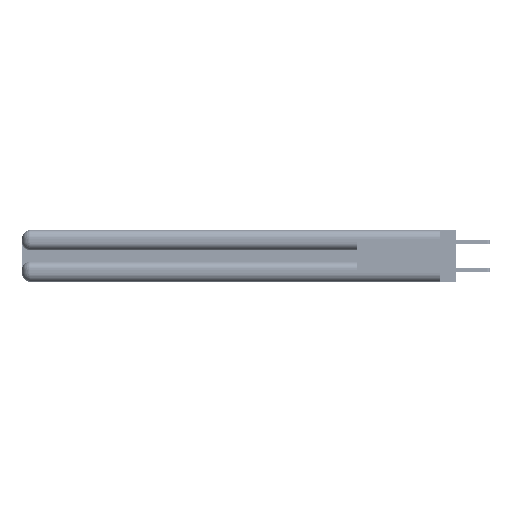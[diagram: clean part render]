
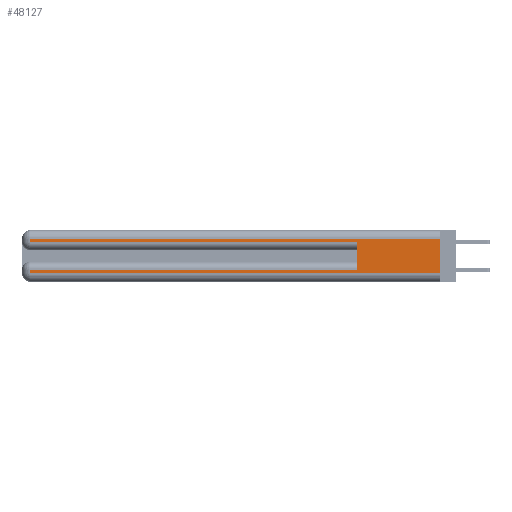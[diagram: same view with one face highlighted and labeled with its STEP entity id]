
A CAD part, left-side view. The second image highlights one B-rep face of the part: STEP entity #48127.
In plain terms, the highlighted planar face has unit normal (-1, 0, 0).
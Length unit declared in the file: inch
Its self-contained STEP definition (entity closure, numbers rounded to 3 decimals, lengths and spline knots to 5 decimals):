
#1359 = LINE ( 'NONE', #2588, #26627 ) ;
#1933 = EDGE_CURVE ( 'NONE', #33047, #11144, #23448, .T. ) ;
#2196 = ORIENTED_EDGE ( 'NONE', *, *, #13200, .T. ) ;
#2588 = CARTESIAN_POINT ( 'NONE',  ( 0., 0., 0.06 ) ) ;
#3076 = ORIENTED_EDGE ( 'NONE', *, *, #29545, .T. ) ;
#3469 = CARTESIAN_POINT ( 'NONE',  ( 0., 2.94, 0.06 ) ) ;
#4219 = VECTOR ( 'NONE', #7726, 39.37008 ) ;
#5216 = LINE ( 'NONE', #38786, #40745 ) ;
#6205 = VERTEX_POINT ( 'NONE', #34437 ) ;
#6919 = DIRECTION ( 'NONE',  ( 0., 0., -1. ) ) ;
#7726 = DIRECTION ( 'NONE',  ( 0., 1., 0. ) ) ;
#7769 = DIRECTION ( 'NONE',  ( 0., -1., 0. ) ) ;
#8196 = VERTEX_POINT ( 'NONE', #35502 ) ;
#8377 = VECTOR ( 'NONE', #47444, 39.37008 ) ;
#9535 = ORIENTED_EDGE ( 'NONE', *, *, #1933, .T. ) ;
#11037 = LINE ( 'NONE', #41106, #23074 ) ;
#11144 = VERTEX_POINT ( 'NONE', #27954 ) ;
#11600 = CARTESIAN_POINT ( 'NONE',  ( 0., 0., 0.285 ) ) ;
#13200 = EDGE_CURVE ( 'NONE', #18698, #28561, #11037, .T. ) ;
#15507 = DIRECTION ( 'NONE',  ( 0., 1., 0. ) ) ;
#17006 = CARTESIAN_POINT ( 'NONE',  ( 0., 0.6, 0.085 ) ) ;
#18698 = VERTEX_POINT ( 'NONE', #45963 ) ;
#21394 = DIRECTION ( 'NONE',  ( 0., -1., 0. ) ) ;
#21399 = EDGE_CURVE ( 'NONE', #34393, #18698, #43731, .T. ) ;
#23074 = VECTOR ( 'NONE', #6919, 39.37008 ) ;
#23448 = LINE ( 'NONE', #30903, #4219 ) ;
#24009 = VERTEX_POINT ( 'NONE', #3469 ) ;
#24023 = ORIENTED_EDGE ( 'NONE', *, *, #21399, .T. ) ;
#24084 = ORIENTED_EDGE ( 'NONE', *, *, #30157, .T. ) ;
#25097 = VECTOR ( 'NONE', #7769, 39.37008 ) ;
#26029 = EDGE_CURVE ( 'NONE', #34393, #8196, #30019, .T. ) ;
#26305 = LINE ( 'NONE', #11600, #25097 ) ;
#26627 = VECTOR ( 'NONE', #21394, 39.37008 ) ;
#26945 = EDGE_CURVE ( 'NONE', #28561, #6205, #26305, .T. ) ;
#27284 = DIRECTION ( 'NONE',  ( 0., 0., 1. ) ) ;
#27294 = DIRECTION ( 'NONE',  ( 0., 0., -1. ) ) ;
#27954 = CARTESIAN_POINT ( 'NONE',  ( 0., 2.94, 0.085 ) ) ;
#28561 = VERTEX_POINT ( 'NONE', #39789 ) ;
#29467 = ORIENTED_EDGE ( 'NONE', *, *, #26029, .F. ) ;
#29545 = EDGE_CURVE ( 'NONE', #11144, #24009, #41783, .T. ) ;
#30019 = LINE ( 'NONE', #43552, #8377 ) ;
#30157 = EDGE_CURVE ( 'NONE', #24009, #8196, #1359, .T. ) ;
#30667 = DIRECTION ( 'NONE',  ( 1., 0., 0. ) ) ;
#30834 = PLANE ( 'NONE',  #34463 ) ;
#30903 = CARTESIAN_POINT ( 'NONE',  ( 0., 0., 0.085 ) ) ;
#33047 = VERTEX_POINT ( 'NONE', #17006 ) ;
#34393 = VERTEX_POINT ( 'NONE', #43862 ) ;
#34437 = CARTESIAN_POINT ( 'NONE',  ( 0., 0.6, 0.285 ) ) ;
#34463 = AXIS2_PLACEMENT_3D ( 'NONE', #42331, #30667, #27294 ) ;
#35177 = VECTOR ( 'NONE', #36982, 39.37008 ) ;
#35502 = CARTESIAN_POINT ( 'NONE',  ( 0., 0., 0.06 ) ) ;
#36478 = VECTOR ( 'NONE', #15507, 39.37008 ) ;
#36982 = DIRECTION ( 'NONE',  ( 0., 0., -1. ) ) ;
#38786 = CARTESIAN_POINT ( 'NONE',  ( 0., 0.6, 0.145 ) ) ;
#39789 = CARTESIAN_POINT ( 'NONE',  ( 0., 2.94, 0.285 ) ) ;
#40745 = VECTOR ( 'NONE', #27284, 39.37008 ) ;
#40857 = CARTESIAN_POINT ( 'NONE',  ( 0., 2.94, 0.37 ) ) ;
#41106 = CARTESIAN_POINT ( 'NONE',  ( 0., 2.94, 0.37 ) ) ;
#41411 = EDGE_LOOP ( 'NONE', ( #29467, #24023, #2196, #49650, #49609, #9535, #3076, #24084 ) ) ;
#41783 = LINE ( 'NONE', #40857, #35177 ) ;
#42331 = CARTESIAN_POINT ( 'NONE',  ( 0., 0., 0.37 ) ) ;
#43552 = CARTESIAN_POINT ( 'NONE',  ( 0., 0., 0.37 ) ) ;
#43731 = LINE ( 'NONE', #45535, #36478 ) ;
#43862 = CARTESIAN_POINT ( 'NONE',  ( 0., 0., 0.31 ) ) ;
#44984 = EDGE_CURVE ( 'NONE', #33047, #6205, #5216, .T. ) ;
#45535 = CARTESIAN_POINT ( 'NONE',  ( 0., 0., 0.31 ) ) ;
#45963 = CARTESIAN_POINT ( 'NONE',  ( 0., 2.94, 0.31 ) ) ;
#46430 = FACE_OUTER_BOUND ( 'NONE', #41411, .T. ) ;
#47444 = DIRECTION ( 'NONE',  ( 0., 0., -1. ) ) ;
#48127 = ADVANCED_FACE ( 'NONE', ( #46430 ), #30834, .F. ) ;
#49609 = ORIENTED_EDGE ( 'NONE', *, *, #44984, .F. ) ;
#49650 = ORIENTED_EDGE ( 'NONE', *, *, #26945, .T. ) ;
